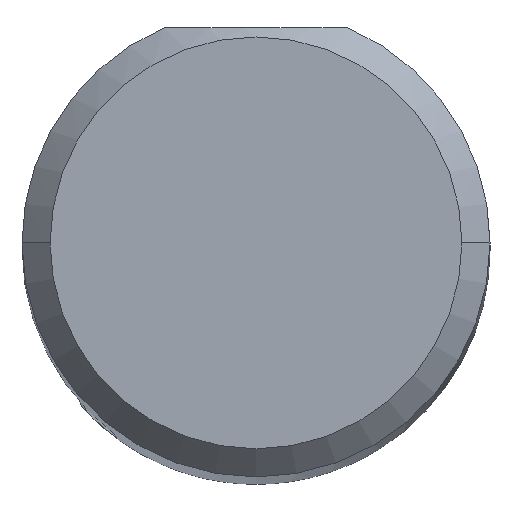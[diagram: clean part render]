
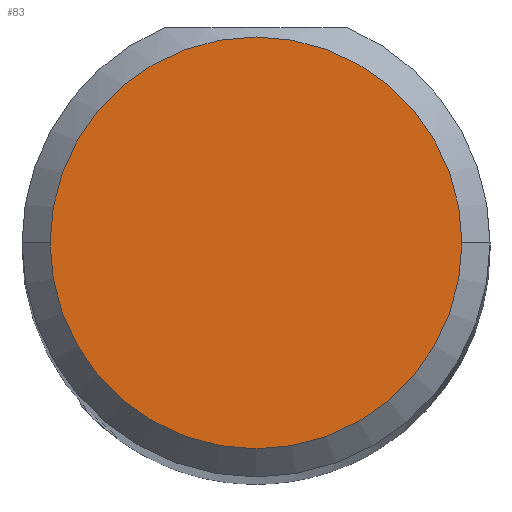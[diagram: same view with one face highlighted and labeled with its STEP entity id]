
A CAD part, top view. The second image highlights one B-rep face of the part: STEP entity #83.
In plain terms, the highlighted planar face has unit normal (0, 0, 1).
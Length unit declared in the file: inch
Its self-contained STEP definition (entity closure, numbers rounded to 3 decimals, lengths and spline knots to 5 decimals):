
#39 = VERTEX_POINT ( 'NONE', #551 ) ;
#81 = CARTESIAN_POINT ( 'NONE',  ( 0., 0., 2.5 ) ) ;
#83 = ADVANCED_FACE ( 'NONE', ( #447 ), #94, .T. ) ;
#86 = DIRECTION ( 'NONE',  ( 1., 0., 0. ) ) ;
#94 = PLANE ( 'NONE',  #378 ) ;
#103 = AXIS2_PLACEMENT_3D ( 'NONE', #369, #724, #354 ) ;
#109 = ORIENTED_EDGE ( 'NONE', *, *, #514, .T. ) ;
#125 = AXIS2_PLACEMENT_3D ( 'NONE', #81, #552, #86 ) ;
#153 = CARTESIAN_POINT ( 'NONE',  ( 0., 0., 2.5 ) ) ;
#157 = DIRECTION ( 'NONE',  ( 1., 0., 0. ) ) ;
#272 = CIRCLE ( 'NONE', #125, 0.11 ) ;
#354 = DIRECTION ( 'NONE',  ( 1., 0., 0. ) ) ;
#369 = CARTESIAN_POINT ( 'NONE',  ( 0., 0., 2.5 ) ) ;
#378 = AXIS2_PLACEMENT_3D ( 'NONE', #153, #731, #157 ) ;
#415 = ORIENTED_EDGE ( 'NONE', *, *, #580, .T. ) ;
#434 = CIRCLE ( 'NONE', #103, 0.11 ) ;
#447 = FACE_OUTER_BOUND ( 'NONE', #727, .T. ) ;
#488 = CARTESIAN_POINT ( 'NONE',  ( -0.11, 0., 2.5 ) ) ;
#514 = EDGE_CURVE ( 'NONE', #39, #693, #434, .T. ) ;
#551 = CARTESIAN_POINT ( 'NONE',  ( 0.11, 0., 2.5 ) ) ;
#552 = DIRECTION ( 'NONE',  ( 0., 0., 1. ) ) ;
#580 = EDGE_CURVE ( 'NONE', #693, #39, #272, .T. ) ;
#693 = VERTEX_POINT ( 'NONE', #488 ) ;
#724 = DIRECTION ( 'NONE',  ( 0., 0., 1. ) ) ;
#727 = EDGE_LOOP ( 'NONE', ( #415, #109 ) ) ;
#731 = DIRECTION ( 'NONE',  ( 0., 0., 1. ) ) ;
